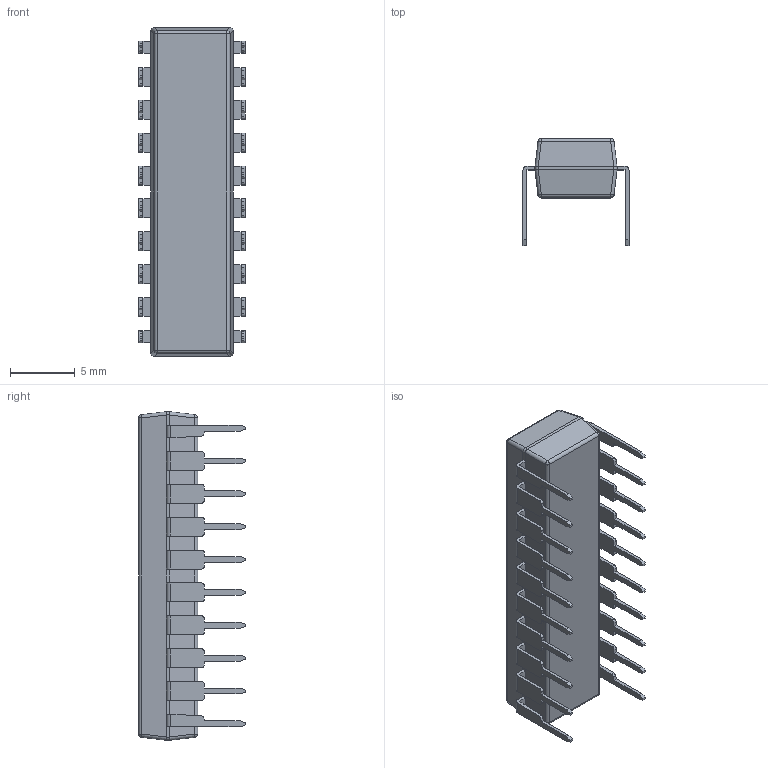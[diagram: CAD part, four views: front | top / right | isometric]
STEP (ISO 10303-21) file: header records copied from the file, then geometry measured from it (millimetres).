
FILE_DESCRIPTION (( 'STEP AP214' ), '1' );
FILE_NAME ('N20.STEP', '2024-04-05T10:43:32', ( '' ), ( '' ), 'SwSTEP 2.0', 'SolidWorks 2021', '' );
FILE_SCHEMA (( 'AUTOMOTIVE_DESIGN' ));
Length unit declared in the file: inch
Products named in the file (1): N20
Bounding box: 8.19 x 8.26 x 25.4 mm (x, y, z)
Volume: 729.5 mm3; surface area: 892.3 mm2
Topology: 21 solids, 21 shells, 400 faces, 1050 edges, 692 vertices
Faces by surface type: plane 293, cylinder 99, sphere 8
Entity records: 12464 total; most frequent: CARTESIAN_POINT 2215, ORIENTED_EDGE 2100, DIRECTION 2010, EDGE_CURVE 1050, LINE 844, VECTOR 844, VERTEX_POINT 692, AXIS2_PLACEMENT_3D 583
